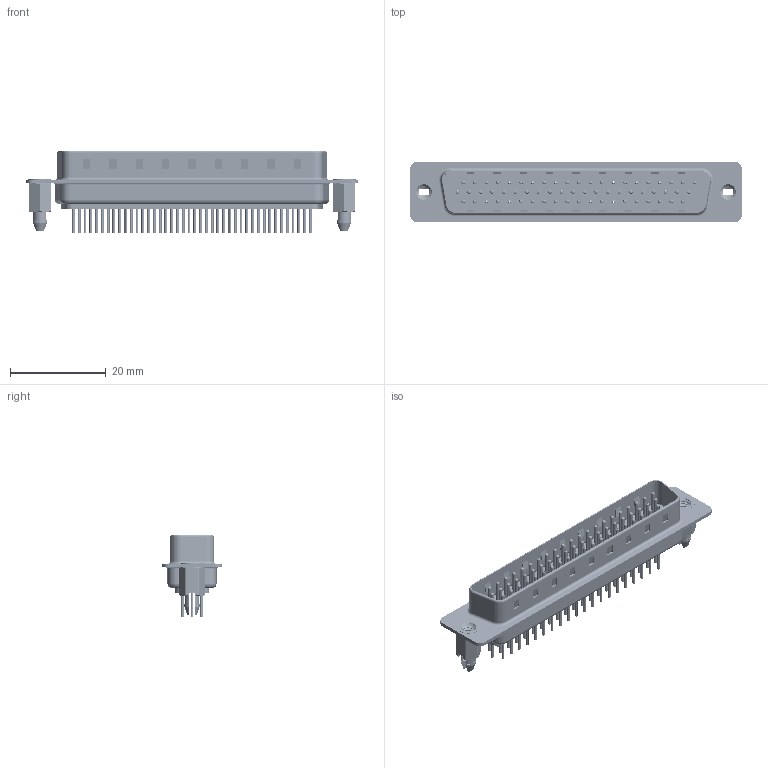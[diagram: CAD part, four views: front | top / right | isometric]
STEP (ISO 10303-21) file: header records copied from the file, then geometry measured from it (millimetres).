
FILE_DESCRIPTION (( 'STEP AP203' ), '1' );
FILE_NAME ('MHHDD-62MNS-E1.STEP', '2025-11-21T20:01:03', ( '' ), ( '' ), 'SwSTEP 2.0', 'SolidWorks 2023', '' );
FILE_SCHEMA (( 'CONFIG_CONTROL_DESIGN' ));
Length unit declared in the file: millimetre
Products named in the file (8): MHHDD Contact Row 2_30; MHHDD Shell Rear_62 Contacts; MHHDD-62MNS-E1; MHHDD Contact Row 1_30; MHHDD 4-40 Threaded Boardlock_LP; MHHDD Contact Row 3_30; MHHDD Shell Front_62 Contacts; MHHDD Housing_62 Contacts
Assembly tree (67 placements, depth 2):
  MHHDD-62MNS-E1
    MHHDD Housing_62 Contacts
    MHHDD Shell Front_62 Contacts
    MHHDD Shell Rear_62 Contacts
    MHHDD Contact Row 1_30  x21
    MHHDD Contact Row 2_30  x21
    MHHDD Contact Row 3_30  x20
    MHHDD 4-40 Threaded Boardlock_LP  x2
Bounding box: 69.32 x 12.55 x 17.15 mm (x, y, z)
Volume: 3735.6 mm3; surface area: 13661.3 mm2
Topology: 67 solids, 67 shells, 6686 faces, 17719 edges, 10928 vertices
Faces by surface type: cylinder 2467, torus 1848, plane 1723, cone 642, bspline 6
Entity records: 40394 total; most frequent: CARTESIAN_POINT 8314, DIRECTION 6678, ORIENTED_EDGE 5850, EDGE_CURVE 2925, AXIS2_PLACEMENT_3D 2690, VERTEX_POINT 1883, EDGE_LOOP 1494, CIRCLE 1435
